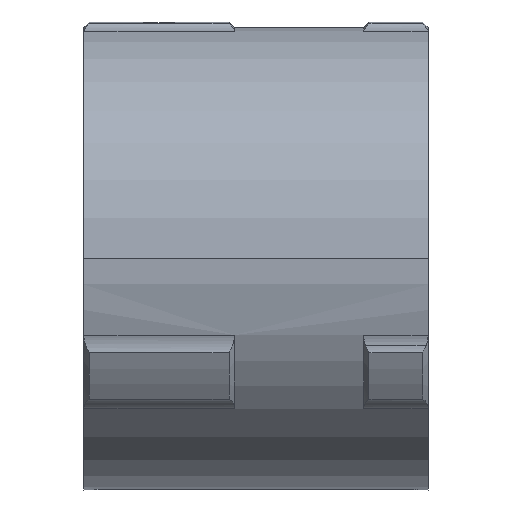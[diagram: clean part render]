
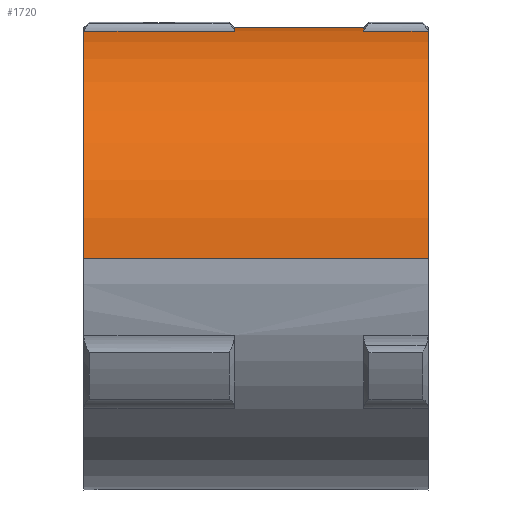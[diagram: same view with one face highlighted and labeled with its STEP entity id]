
A CAD part, top view. The second image highlights one B-rep face of the part: STEP entity #1720.
In plain terms, the highlighted cylindrical face has radius 21.5 mm (diameter 43 mm), a partial arc.
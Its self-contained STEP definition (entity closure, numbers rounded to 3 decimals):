
#24 = CARTESIAN_POINT ( 'NONE',  ( -20.4, 0., 0. ) ) ;
#57 = LINE ( 'NONE', #2033, #1301 ) ;
#79 = CIRCLE ( 'NONE', #1215, 21.5 ) ;
#103 = ORIENTED_EDGE ( 'NONE', *, *, #136, .T. ) ;
#136 = EDGE_CURVE ( 'NONE', #1199, #1478, #79, .T. ) ;
#159 = CARTESIAN_POINT ( 'NONE',  ( 5.6, 21.132, -3.962 ) ) ;
#201 = EDGE_CURVE ( 'NONE', #683, #995, #2344, .T. ) ;
#207 = CIRCLE ( 'NONE', #2000, 21.5 ) ;
#215 = ORIENTED_EDGE ( 'NONE', *, *, #1200, .T. ) ;
#230 = DIRECTION ( 'NONE',  ( -1., 0., 0. ) ) ;
#239 = VERTEX_POINT ( 'NONE', #1486 ) ;
#256 = AXIS2_PLACEMENT_3D ( 'NONE', #1173, #1977, #1607 ) ;
#269 = CARTESIAN_POINT ( 'NONE',  ( -20.4, 0., -21.5 ) ) ;
#278 = EDGE_CURVE ( 'NONE', #683, #1199, #57, .T. ) ;
#295 = CARTESIAN_POINT ( 'NONE',  ( -6.4, 21.132, -3.962 ) ) ;
#305 = ORIENTED_EDGE ( 'NONE', *, *, #2115, .T. ) ;
#365 = DIRECTION ( 'NONE',  ( 0., 0., 1. ) ) ;
#366 = CARTESIAN_POINT ( 'NONE',  ( -20.4, 0., 21.5 ) ) ;
#392 = EDGE_CURVE ( 'NONE', #1239, #2460, #1460, .T. ) ;
#403 = CARTESIAN_POINT ( 'NONE',  ( 5.6, 21.132, 3.962 ) ) ;
#411 = CARTESIAN_POINT ( 'NONE',  ( -33.566, 0., -21.5 ) ) ;
#422 = VECTOR ( 'NONE', #1197, 1000. ) ;
#425 = EDGE_CURVE ( 'NONE', #1428, #1478, #1780, .T. ) ;
#461 = ORIENTED_EDGE ( 'NONE', *, *, #2280, .F. ) ;
#465 = CARTESIAN_POINT ( 'NONE',  ( 11.6, 0., 0. ) ) ;
#487 = EDGE_CURVE ( 'NONE', #935, #239, #2200, .T. ) ;
#514 = CIRCLE ( 'NONE', #1595, 21.5 ) ;
#566 = CYLINDRICAL_SURFACE ( 'NONE', #1241, 21.5 ) ;
#570 = DIRECTION ( 'NONE',  ( -1., 0., 0. ) ) ;
#592 = DIRECTION ( 'NONE',  ( -1., 0., 0. ) ) ;
#605 = CARTESIAN_POINT ( 'NONE',  ( -33.566, 0., 21.5 ) ) ;
#634 = DIRECTION ( 'NONE',  ( -1., 0., 0. ) ) ;
#655 = LINE ( 'NONE', #411, #1680 ) ;
#683 = VERTEX_POINT ( 'NONE', #2399 ) ;
#707 = AXIS2_PLACEMENT_3D ( 'NONE', #1360, #1972, #978 ) ;
#766 = VERTEX_POINT ( 'NONE', #2443 ) ;
#781 = CARTESIAN_POINT ( 'NONE',  ( -6.4, 0., 0. ) ) ;
#790 = DIRECTION ( 'NONE',  ( -1., 0., 0. ) ) ;
#798 = DIRECTION ( 'NONE',  ( 0., 0., 1. ) ) ;
#800 = ORIENTED_EDGE ( 'NONE', *, *, #278, .T. ) ;
#818 = ORIENTED_EDGE ( 'NONE', *, *, #1156, .T. ) ;
#873 = VECTOR ( 'NONE', #570, 1000. ) ;
#935 = VERTEX_POINT ( 'NONE', #2484 ) ;
#978 = DIRECTION ( 'NONE',  ( 0., 0., 1. ) ) ;
#980 = DIRECTION ( 'NONE',  ( -1., 0., 0. ) ) ;
#992 = DIRECTION ( 'NONE',  ( 0., 0., 1. ) ) ;
#995 = VERTEX_POINT ( 'NONE', #295 ) ;
#1121 = CIRCLE ( 'NONE', #707, 21.5 ) ;
#1156 = EDGE_CURVE ( 'NONE', #766, #1239, #655, .T. ) ;
#1173 = CARTESIAN_POINT ( 'NONE',  ( -20.4, 0., 0. ) ) ;
#1179 = EDGE_LOOP ( 'NONE', ( #215, #818, #1912, #461, #2050, #800, #103, #1886, #1493, #1461, #305, #1914 ) ) ;
#1197 = DIRECTION ( 'NONE',  ( 1., 0., 0. ) ) ;
#1199 = VERTEX_POINT ( 'NONE', #2206 ) ;
#1200 = EDGE_CURVE ( 'NONE', #2053, #766, #514, .T. ) ;
#1210 = AXIS2_PLACEMENT_3D ( 'NONE', #781, #980, #798 ) ;
#1215 = AXIS2_PLACEMENT_3D ( 'NONE', #24, #2199, #992 ) ;
#1239 = VERTEX_POINT ( 'NONE', #269 ) ;
#1241 = AXIS2_PLACEMENT_3D ( 'NONE', #2162, #592, #365 ) ;
#1262 = DIRECTION ( 'NONE',  ( -1., 0., 0. ) ) ;
#1301 = VECTOR ( 'NONE', #1262, 1000. ) ;
#1360 = CARTESIAN_POINT ( 'NONE',  ( 5.6, 0., 0. ) ) ;
#1394 = DIRECTION ( 'NONE',  ( 0., 0., -1. ) ) ;
#1417 = DIRECTION ( 'NONE',  ( 0., 0., -1. ) ) ;
#1428 = VERTEX_POINT ( 'NONE', #1990 ) ;
#1460 = CIRCLE ( 'NONE', #256, 21.5 ) ;
#1461 = ORIENTED_EDGE ( 'NONE', *, *, #487, .F. ) ;
#1478 = VERTEX_POINT ( 'NONE', #366 ) ;
#1486 = CARTESIAN_POINT ( 'NONE',  ( 11.6, 21.132, 3.962 ) ) ;
#1493 = ORIENTED_EDGE ( 'NONE', *, *, #2262, .T. ) ;
#1595 = AXIS2_PLACEMENT_3D ( 'NONE', #465, #230, #1417 ) ;
#1607 = DIRECTION ( 'NONE',  ( 0., 0., 1. ) ) ;
#1663 = VERTEX_POINT ( 'NONE', #159 ) ;
#1680 = VECTOR ( 'NONE', #634, 1000. ) ;
#1720 = ADVANCED_FACE ( 'NONE', ( #2173 ), #566, .T. ) ;
#1759 = LINE ( 'NONE', #2573, #873 ) ;
#1780 = LINE ( 'NONE', #605, #2556 ) ;
#1886 = ORIENTED_EDGE ( 'NONE', *, *, #425, .F. ) ;
#1912 = ORIENTED_EDGE ( 'NONE', *, *, #392, .T. ) ;
#1914 = ORIENTED_EDGE ( 'NONE', *, *, #2240, .T. ) ;
#1972 = DIRECTION ( 'NONE',  ( -1., 0., 0. ) ) ;
#1977 = DIRECTION ( 'NONE',  ( 1., 0., 0. ) ) ;
#1990 = CARTESIAN_POINT ( 'NONE',  ( 11.6, 0., 21.5 ) ) ;
#2000 = AXIS2_PLACEMENT_3D ( 'NONE', #2337, #790, #1394 ) ;
#2033 = CARTESIAN_POINT ( 'NONE',  ( -6.4, 21.132, 3.962 ) ) ;
#2050 = ORIENTED_EDGE ( 'NONE', *, *, #201, .F. ) ;
#2053 = VERTEX_POINT ( 'NONE', #2591 ) ;
#2081 = VECTOR ( 'NONE', #2313, 1000. ) ;
#2098 = LINE ( 'NONE', #2113, #2081 ) ;
#2113 = CARTESIAN_POINT ( 'NONE',  ( 5.6, 21.132, -3.962 ) ) ;
#2115 = EDGE_CURVE ( 'NONE', #935, #1663, #1121, .T. ) ;
#2162 = CARTESIAN_POINT ( 'NONE',  ( -33.566, 0., 0. ) ) ;
#2173 = FACE_OUTER_BOUND ( 'NONE', #1179, .T. ) ;
#2199 = DIRECTION ( 'NONE',  ( 1., 0., 0. ) ) ;
#2200 = LINE ( 'NONE', #403, #422 ) ;
#2206 = CARTESIAN_POINT ( 'NONE',  ( -20.4, 21.132, 3.962 ) ) ;
#2240 = EDGE_CURVE ( 'NONE', #1663, #2053, #2098, .T. ) ;
#2262 = EDGE_CURVE ( 'NONE', #1428, #239, #207, .T. ) ;
#2280 = EDGE_CURVE ( 'NONE', #995, #2460, #1759, .T. ) ;
#2313 = DIRECTION ( 'NONE',  ( 1., 0., 0. ) ) ;
#2337 = CARTESIAN_POINT ( 'NONE',  ( 11.6, 0., 0. ) ) ;
#2344 = CIRCLE ( 'NONE', #1210, 21.5 ) ;
#2368 = CARTESIAN_POINT ( 'NONE',  ( -20.4, 21.132, -3.962 ) ) ;
#2399 = CARTESIAN_POINT ( 'NONE',  ( -6.4, 21.132, 3.962 ) ) ;
#2443 = CARTESIAN_POINT ( 'NONE',  ( 11.6, 0., -21.5 ) ) ;
#2460 = VERTEX_POINT ( 'NONE', #2368 ) ;
#2484 = CARTESIAN_POINT ( 'NONE',  ( 5.6, 21.132, 3.962 ) ) ;
#2556 = VECTOR ( 'NONE', #2581, 1000. ) ;
#2573 = CARTESIAN_POINT ( 'NONE',  ( -6.4, 21.132, -3.962 ) ) ;
#2581 = DIRECTION ( 'NONE',  ( -1., 0., 0. ) ) ;
#2591 = CARTESIAN_POINT ( 'NONE',  ( 11.6, 21.132, -3.962 ) ) ;
